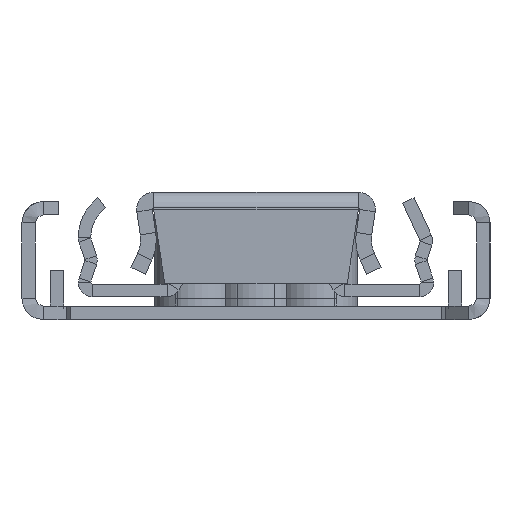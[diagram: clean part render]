
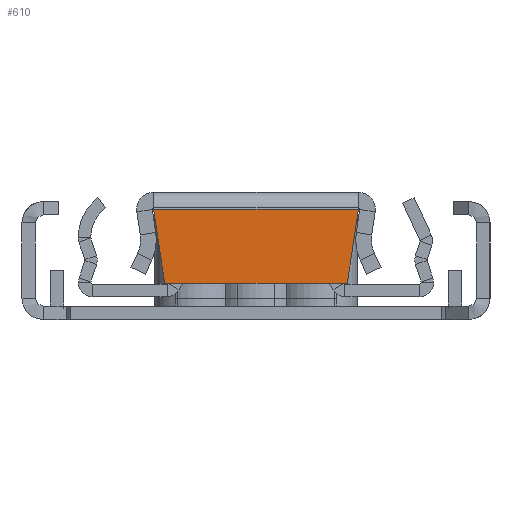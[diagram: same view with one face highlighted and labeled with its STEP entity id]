
A CAD part, left-side view. The second image highlights one B-rep face of the part: STEP entity #610.
In plain terms, the highlighted planar face has unit normal (-1, 0, 0).
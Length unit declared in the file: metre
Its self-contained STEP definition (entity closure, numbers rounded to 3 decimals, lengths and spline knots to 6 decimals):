
#610 = ADVANCED_FACE( '', ( #1644 ), #1645, .F. );
#1644 = FACE_OUTER_BOUND( '', #2846, .T. );
#1645 = PLANE( '', #2847 );
#2846 = EDGE_LOOP( '', ( #6460, #6461, #6462, #6463 ) );
#2847 = AXIS2_PLACEMENT_3D( '', #6464, #6465, #6466 );
#6460 = ORIENTED_EDGE( '', *, *, #7728, .T. );
#6461 = ORIENTED_EDGE( '', *, *, #7721, .T. );
#6462 = ORIENTED_EDGE( '', *, *, #7718, .T. );
#6463 = ORIENTED_EDGE( '', *, *, #7724, .T. );
#6464 = CARTESIAN_POINT( '', ( -0.001524, 0., 0.00442 ) );
#6465 = DIRECTION( '', ( 1., 0., 0. ) );
#6466 = DIRECTION( '', ( 0., 1., 0. ) );
#7718 = EDGE_CURVE( '', #9602, #9599, #9603, .T. );
#7721 = EDGE_CURVE( '', #9607, #9602, #9608, .T. );
#7724 = EDGE_CURVE( '', #9599, #9612, #9613, .T. );
#7728 = EDGE_CURVE( '', #9612, #9607, #9618, .F. );
#9599 = VERTEX_POINT( '', #12525 );
#9602 = VERTEX_POINT( '', #12529 );
#9603 = LINE( '', #12530, #12531 );
#9607 = VERTEX_POINT( '', #12537 );
#9608 = LINE( '', #12538, #12539 );
#9612 = VERTEX_POINT( '', #12545 );
#9613 = LINE( '', #12546, #12547 );
#9618 = LINE( '', #12555, #12556 );
#12525 = CARTESIAN_POINT( '', ( -0.001524, 0.008879, 0.008839 ) );
#12529 = CARTESIAN_POINT( '', ( -0.001524, -0.008879, 0.008839 ) );
#12530 = CARTESIAN_POINT( '', ( -0.001524, 0., 0.008839 ) );
#12531 = VECTOR( '', #14316, 1. );
#12537 = CARTESIAN_POINT( '', ( -0.001524, -0.009957, 0.001651 ) );
#12538 = CARTESIAN_POINT( '', ( -0.001524, -0.009542, 0.00442 ) );
#12539 = VECTOR( '', #14319, 1. );
#12545 = CARTESIAN_POINT( '', ( -0.001524, 0.009957, 0.001651 ) );
#12546 = CARTESIAN_POINT( '', ( -0.001524, 0.009542, 0.00442 ) );
#12547 = VECTOR( '', #14322, 1. );
#12555 = CARTESIAN_POINT( '', ( -0.001524, 0., 0.001651 ) );
#12556 = VECTOR( '', #14326, 1. );
#14316 = DIRECTION( '', ( 0., 1., 0. ) );
#14319 = DIRECTION( '', ( 0., 0.148, 0.989 ) );
#14322 = DIRECTION( '', ( 0., 0.148, -0.989 ) );
#14326 = DIRECTION( '', ( 0., 1., 0. ) );
